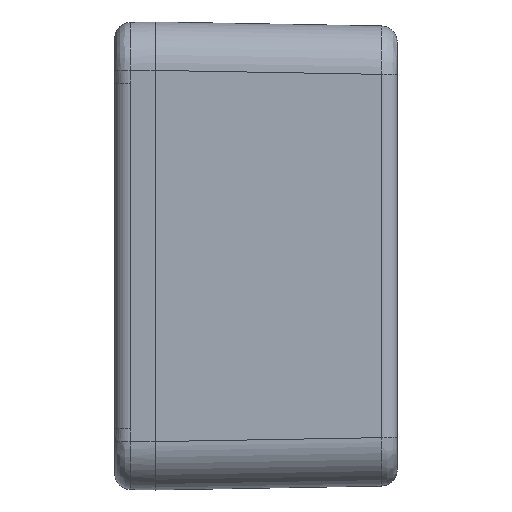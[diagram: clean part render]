
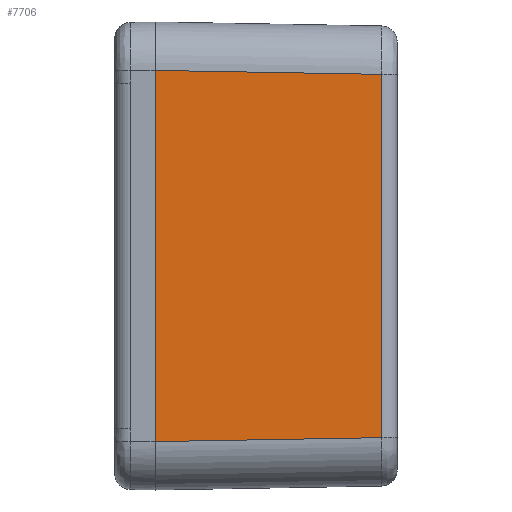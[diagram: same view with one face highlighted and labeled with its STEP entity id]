
A CAD part, left-side view. The second image highlights one B-rep face of the part: STEP entity #7706.
In plain terms, the highlighted planar face has unit normal (-1, -0.018, 0).
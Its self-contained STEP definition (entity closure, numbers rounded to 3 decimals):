
#3478 = CARTESIAN_POINT ( 'NONE',  ( -32., 30., -23.001 ) ) ;
#3579 = CARTESIAN_POINT ( 'NONE',  ( -32., 30., 23.001 ) ) ;
#3580 = DIRECTION ( 'NONE',  ( 0., 0., 1. ) ) ;
#3581 = VECTOR ( 'NONE', #3580, 1000. ) ;
#3582 = CARTESIAN_POINT ( 'NONE',  ( -32., 30., -29. ) ) ;
#3583 = LINE ( 'NONE', #3582, #3581 ) ;
#3746 = DIRECTION ( 'NONE',  ( -0.017, 1., 0.017 ) ) ;
#3747 = VECTOR ( 'NONE', #3746, 1000. ) ;
#3748 = CARTESIAN_POINT ( 'NONE',  ( -31.984, 29.093, 22.985 ) ) ;
#3749 = LINE ( 'NONE', #3748, #3747 ) ;
#3750 = CARTESIAN_POINT ( 'NONE',  ( -31.511, 1.965, 22.512 ) ) ;
#3751 = DIRECTION ( 'NONE',  ( 0., 0., 1. ) ) ;
#3752 = VECTOR ( 'NONE', #3751, 1000. ) ;
#3753 = CARTESIAN_POINT ( 'NONE',  ( -31.511, 1.965, -29. ) ) ;
#3754 = LINE ( 'NONE', #3753, #3752 ) ;
#3755 = CARTESIAN_POINT ( 'NONE',  ( -31.511, 1.965, -22.512 ) ) ;
#3756 = DIRECTION ( 'NONE',  ( 0.017, -1., 0.017 ) ) ;
#3757 = VECTOR ( 'NONE', #3756, 1000. ) ;
#3758 = CARTESIAN_POINT ( 'NONE',  ( -32.002, 30.105, -23.003 ) ) ;
#3759 = LINE ( 'NONE', #3758, #3757 ) ;
#3760 = DIRECTION ( 'NONE',  ( 0.017, -1., 0. ) ) ;
#3761 = DIRECTION ( 'NONE',  ( -1., -0.017, 0. ) ) ;
#3762 = CARTESIAN_POINT ( 'NONE',  ( -32., 30., -29. ) ) ;
#3763 = AXIS2_PLACEMENT_3D ( 'NONE', #3762, #3761, #3760 ) ;
#3764 = PLANE ( 'NONE',  #3763 ) ;
#3765 = FACE_OUTER_BOUND ( 'NONE', #7707, .T. ) ;
#7552 = VERTEX_POINT ( 'NONE', #3478 ) ;
#7610 = EDGE_CURVE ( 'NONE', #7552, #7611, #3583, .T. ) ;
#7611 = VERTEX_POINT ( 'NONE', #3579 ) ;
#7706 = ADVANCED_FACE ( 'NONE', ( #3765 ), #3764, .T. ) ;
#7707 = EDGE_LOOP ( 'NONE', ( #7708, #7711, #7714, #7716 ) ) ;
#7708 = ORIENTED_EDGE ( 'NONE', *, *, #7709, .T. ) ;
#7709 = EDGE_CURVE ( 'NONE', #7552, #7710, #3759, .T. ) ;
#7710 = VERTEX_POINT ( 'NONE', #3755 ) ;
#7711 = ORIENTED_EDGE ( 'NONE', *, *, #7712, .T. ) ;
#7712 = EDGE_CURVE ( 'NONE', #7710, #7713, #3754, .T. ) ;
#7713 = VERTEX_POINT ( 'NONE', #3750 ) ;
#7714 = ORIENTED_EDGE ( 'NONE', *, *, #7715, .T. ) ;
#7715 = EDGE_CURVE ( 'NONE', #7713, #7611, #3749, .T. ) ;
#7716 = ORIENTED_EDGE ( 'NONE', *, *, #7610, .F. ) ;
